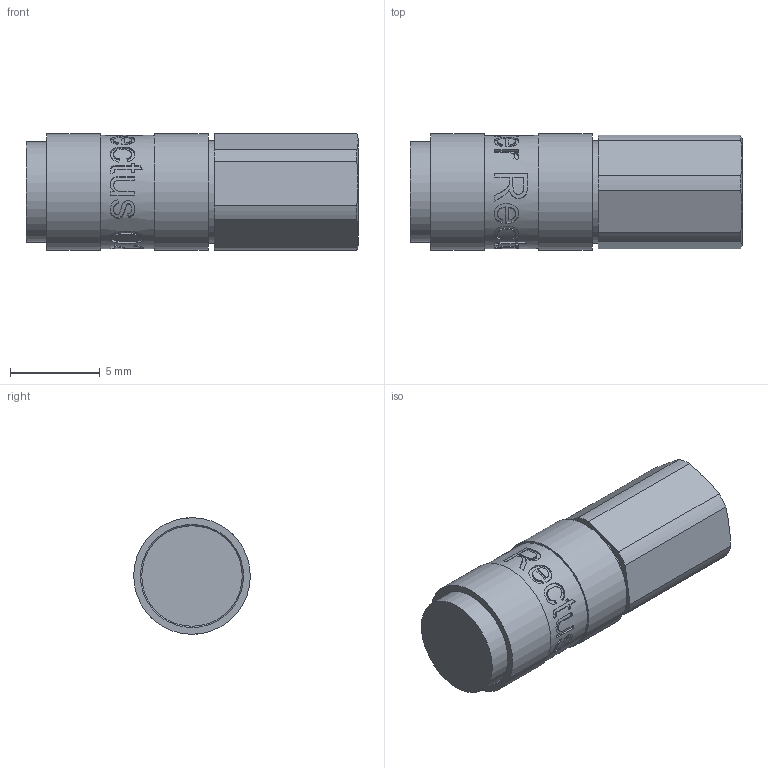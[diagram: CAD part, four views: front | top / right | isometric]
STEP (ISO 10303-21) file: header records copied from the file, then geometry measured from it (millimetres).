
FILE_DESCRIPTION((''),'2;1');
FILE_NAME('02kaim03mpn.stp','2016-06-06T15:39:46',('IA176480'),(''),'Autodesk Inventor 2013','Autodesk Inventor 2013','');
FILE_SCHEMA(('AUTOMOTIVE_DESIGN { 1 0 10303 214 1 1 1 1 }'));
Length unit declared in the file: millimetre
Products named in the file (1): D115121
Bounding box: 18.5 x 6.5 x 6.5 mm (x, y, z)
Volume: 494 mm3; surface area: 870.4 mm2
Topology: 2 solids, 3 shells, 256 faces, 669 edges, 443 vertices
Faces by surface type: bspline 110, plane 86, cylinder 43, cone 17
Full cylindrical faces by diameter (mm): 3 x1, 4.25 x1, 4.4 x1, 4.5 x1, 5 x1, 5.15 x2, 5.6 x1, 5.7 x1, 5.75 x1, 5.8 x1, 6.3 x1, 6.5 x2
Entity records: 35785 total; most frequent: CARTESIAN_POINT 30210, ORIENTED_EDGE 1266, DIRECTION 713, EDGE_CURVE 633, VERTEX_POINT 433, EDGE_LOOP 310, B_SPLINE_CURVE_WITH_KNOTS 292, FACE_OUTER_BOUND 256
